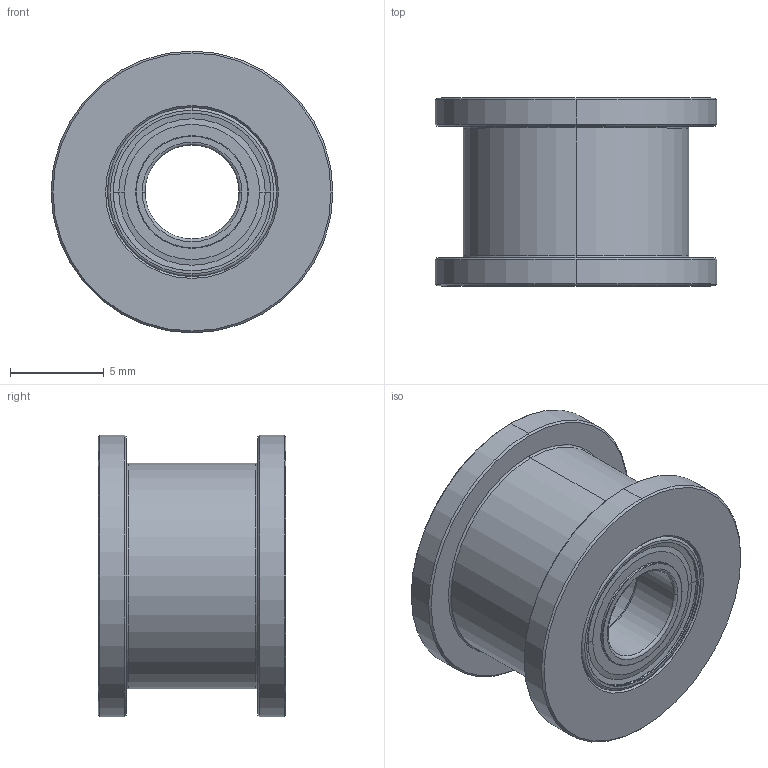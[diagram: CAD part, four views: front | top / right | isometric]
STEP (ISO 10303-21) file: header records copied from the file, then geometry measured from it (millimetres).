
FILE_DESCRIPTION (( 'STEP AP214' ), '1' );
FILE_NAME ('Gates_2GT_20T_Smooth_Idler.STEP', '2020-07-10T18:14:32', ( '' ), ( '' ), 'SwSTEP 2.0', 'SolidWorks 2019', '' );
FILE_SCHEMA (( 'AUTOMOTIVE_DESIGN' ));
Length unit declared in the file: millimetre
Products named in the file (1): Gates_2GT_20T_Smooth_Idler
Bounding box: 15 x 10 x 15 mm (x, y, z)
Volume: 941.3 mm3; surface area: 1965.5 mm2
Topology: 21 solids, 21 shells, 222 faces, 492 edges, 292 vertices
Faces by surface type: cylinder 60, cone 56, torus 52, sphere 32, plane 22
Entity records: 6098 total; most frequent: DIRECTION 1154, CARTESIAN_POINT 879, ORIENTED_EDGE 824, AXIS2_PLACEMENT_3D 519, EDGE_CURVE 412, CIRCLE 296, EDGE_LOOP 244, VERTEX_POINT 244
